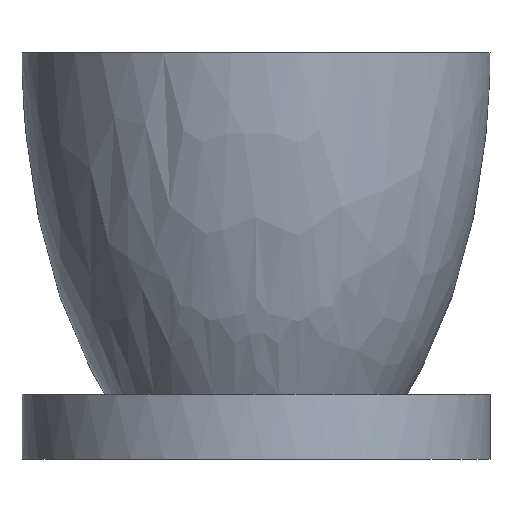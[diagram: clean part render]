
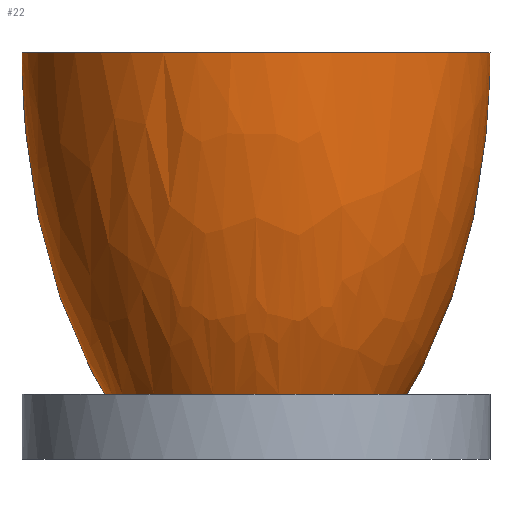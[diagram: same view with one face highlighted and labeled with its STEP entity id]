
A CAD part, front view. The second image highlights one B-rep face of the part: STEP entity #22.
In plain terms, the highlighted free-form (B-spline) face has degree [2, 2] with [9, 5] control points.
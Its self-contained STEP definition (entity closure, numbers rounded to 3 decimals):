
#22=ADVANCED_FACE('',(#74,#69),#707,.T.);
#69=FACE_BOUND('',#122,.T.);
#74=FACE_OUTER_BOUND('',#121,.T.);
#121=EDGE_LOOP('',(#173,#174));
#122=EDGE_LOOP('',(#175));
#173=ORIENTED_EDGE('',*,*,#384,.T.);
#174=ORIENTED_EDGE('',*,*,#383,.T.);
#175=ORIENTED_EDGE('',*,*,#391,.T.);
#383=EDGE_CURVE('',#593,#594,#577,.T.);
#384=EDGE_CURVE('',#594,#593,#578,.T.);
#391=EDGE_CURVE('',#595,#595,#488,.T.);
#488=B_SPLINE_CURVE_WITH_KNOTS('',3,(#1037,#1038,#1039,#1040,#1041,#1042,
#1043,#1044,#1045,#1046,#1047,#1048,#1049,#1050,#1051,#1052,#1053,#1054,
#1055,#1056,#1057,#1058,#1059,#1060,#1061,#1062,#1063,#1064,#1065,#1066,
#1067,#1068,#1069,#1070,#1071,#1072,#1073),.UNSPECIFIED.,.T.,.F.,(4,3,3,
3,3,3,3,3,3,3,3,3,4),(-23.604,-21.817,-19.53,
-17.243,-15.456,-13.629,-11.802,
-10.015,-7.728,-5.441,-3.654,
-1.827,0.),.UNSPECIFIED.);
#577=(
BOUNDED_CURVE()
B_SPLINE_CURVE(2,(#1003,#1004,#1005,#1006,#1007),.UNSPECIFIED.,.F.,.F.)
B_SPLINE_CURVE_WITH_KNOTS((3,2,3),(-1.571,0.,
1.571),.UNSPECIFIED.)
CURVE()
GEOMETRIC_REPRESENTATION_ITEM()
RATIONAL_B_SPLINE_CURVE((1.,0.707,1.,0.707,1.))
REPRESENTATION_ITEM('')
);
#578=(
BOUNDED_CURVE()
B_SPLINE_CURVE(2,(#1008,#1009,#1010,#1011,#1012),.UNSPECIFIED.,.F.,.F.)
B_SPLINE_CURVE_WITH_KNOTS((3,2,3),(0.,11.5,23.),.UNSPECIFIED.)
CURVE()
GEOMETRIC_REPRESENTATION_ITEM()
RATIONAL_B_SPLINE_CURVE((1.,0.707,1.,0.707,1.))
REPRESENTATION_ITEM('')
);
#593=VERTEX_POINT('',#990);
#594=VERTEX_POINT('',#991);
#595=VERTEX_POINT('',#992);
#707=(
BOUNDED_SURFACE()
B_SPLINE_SURFACE(2,2,((#893,#894,#895,#896,#897),(#898,#899,#900,#901,#902),
(#903,#904,#905,#906,#907),(#908,#909,#910,#911,#912),(#913,#914,#915,#916,
#917),(#918,#919,#920,#921,#922),(#923,#924,#925,#926,#927),(#928,#929,
#930,#931,#932),(#933,#934,#935,#936,#937)),.UNSPECIFIED.,.T.,.F.,.F.)
B_SPLINE_SURFACE_WITH_KNOTS((3,2,2,2,3),(3,2,3),(0.,1.571,3.142,
4.712,6.283),(-1.571,0.,1.571),
 .UNSPECIFIED.)
GEOMETRIC_REPRESENTATION_ITEM()
RATIONAL_B_SPLINE_SURFACE(((1.,0.707,1.,0.707,1.),
(0.707,0.5,0.707,0.5,0.707),(1.,0.707,
1.,0.707,1.),(0.707,0.5,0.707,0.5,0.707),
(1.,0.707,1.,0.707,1.),(0.707,0.5,0.707,
0.5,0.707),(1.,0.707,1.,0.707,1.),(0.707,
0.5,0.707,0.5,0.707),(1.,0.707,1.,0.707,
1.)))
REPRESENTATION_ITEM('')
SURFACE()
);
#893=CARTESIAN_POINT('',(-5.75,0.,10.));
#894=CARTESIAN_POINT('',(-5.75,5.75,10.));
#895=CARTESIAN_POINT('',(0.,5.75,10.));
#896=CARTESIAN_POINT('',(5.75,5.75,10.));
#897=CARTESIAN_POINT('',(5.75,0.,10.));
#898=CARTESIAN_POINT('',(-5.75,0.,10.));
#899=CARTESIAN_POINT('',(-5.75,5.75,21.));
#900=CARTESIAN_POINT('',(0.,5.75,21.));
#901=CARTESIAN_POINT('',(5.75,5.75,21.));
#902=CARTESIAN_POINT('',(5.75,0.,10.));
#903=CARTESIAN_POINT('',(-5.75,0.,10.));
#904=CARTESIAN_POINT('',(-5.75,0.,21.));
#905=CARTESIAN_POINT('',(0.,0.,21.));
#906=CARTESIAN_POINT('',(5.75,0.,21.));
#907=CARTESIAN_POINT('',(5.75,0.,10.));
#908=CARTESIAN_POINT('',(-5.75,0.,10.));
#909=CARTESIAN_POINT('',(-5.75,-5.75,21.));
#910=CARTESIAN_POINT('',(0.,-5.75,21.));
#911=CARTESIAN_POINT('',(5.75,-5.75,21.));
#912=CARTESIAN_POINT('',(5.75,0.,10.));
#913=CARTESIAN_POINT('',(-5.75,0.,10.));
#914=CARTESIAN_POINT('',(-5.75,-5.75,10.));
#915=CARTESIAN_POINT('',(0.,-5.75,10.));
#916=CARTESIAN_POINT('',(5.75,-5.75,10.));
#917=CARTESIAN_POINT('',(5.75,0.,10.));
#918=CARTESIAN_POINT('',(-5.75,0.,10.));
#919=CARTESIAN_POINT('',(-5.75,-5.75,-1.));
#920=CARTESIAN_POINT('',(0.,-5.75,-1.));
#921=CARTESIAN_POINT('',(5.75,-5.75,-1.));
#922=CARTESIAN_POINT('',(5.75,0.,10.));
#923=CARTESIAN_POINT('',(-5.75,0.,10.));
#924=CARTESIAN_POINT('',(-5.75,0.,-1.));
#925=CARTESIAN_POINT('',(0.,0.,-1.));
#926=CARTESIAN_POINT('',(5.75,0.,-1.));
#927=CARTESIAN_POINT('',(5.75,0.,10.));
#928=CARTESIAN_POINT('',(-5.75,0.,10.));
#929=CARTESIAN_POINT('',(-5.75,5.75,-1.));
#930=CARTESIAN_POINT('',(0.,5.75,-1.));
#931=CARTESIAN_POINT('',(5.75,5.75,-1.));
#932=CARTESIAN_POINT('',(5.75,0.,10.));
#933=CARTESIAN_POINT('',(-5.75,0.,10.));
#934=CARTESIAN_POINT('',(-5.75,5.75,10.));
#935=CARTESIAN_POINT('',(0.,5.75,10.));
#936=CARTESIAN_POINT('',(5.75,5.75,10.));
#937=CARTESIAN_POINT('',(5.75,0.,10.));
#990=CARTESIAN_POINT('',(-5.75,0.,10.));
#991=CARTESIAN_POINT('',(5.75,0.,10.));
#992=CARTESIAN_POINT('',(-3.28,-1.738,1.6));
#1003=CARTESIAN_POINT('',(-5.75,0.,10.));
#1004=CARTESIAN_POINT('',(-5.75,5.75,10.));
#1005=CARTESIAN_POINT('',(0.,5.75,10.));
#1006=CARTESIAN_POINT('',(5.75,5.75,10.));
#1007=CARTESIAN_POINT('',(5.75,0.,10.));
#1008=CARTESIAN_POINT('',(5.75,0.,10.));
#1009=CARTESIAN_POINT('',(5.75,-5.75,10.));
#1010=CARTESIAN_POINT('',(0.,-5.75,10.));
#1011=CARTESIAN_POINT('',(-5.75,-5.75,10.));
#1012=CARTESIAN_POINT('',(-5.75,0.,10.));
#1037=CARTESIAN_POINT('',(-3.28,-1.738,1.6));
#1038=CARTESIAN_POINT('',(-3.003,-2.262,1.6));
#1039=CARTESIAN_POINT('',(-2.604,-2.712,1.6));
#1040=CARTESIAN_POINT('',(-2.117,-3.05,1.6));
#1041=CARTESIAN_POINT('',(-1.495,-3.481,1.6));
#1042=CARTESIAN_POINT('',(-0.757,-3.712,1.6));
#1043=CARTESIAN_POINT('',(0.,-3.712,1.6));
#1044=CARTESIAN_POINT('',(0.757,-3.712,1.6));
#1045=CARTESIAN_POINT('',(1.495,-3.481,1.6));
#1046=CARTESIAN_POINT('',(2.117,-3.05,1.6));
#1047=CARTESIAN_POINT('',(2.604,-2.712,1.6));
#1048=CARTESIAN_POINT('',(3.003,-2.262,1.6));
#1049=CARTESIAN_POINT('',(3.28,-1.738,1.6));
#1050=CARTESIAN_POINT('',(3.564,-1.203,1.6));
#1051=CARTESIAN_POINT('',(3.712,-0.606,1.6));
#1052=CARTESIAN_POINT('',(3.712,0.,1.6));
#1053=CARTESIAN_POINT('',(3.712,0.606,1.6));
#1054=CARTESIAN_POINT('',(3.564,1.203,1.6));
#1055=CARTESIAN_POINT('',(3.28,1.738,1.6));
#1056=CARTESIAN_POINT('',(3.003,2.262,1.6));
#1057=CARTESIAN_POINT('',(2.604,2.712,1.6));
#1058=CARTESIAN_POINT('',(2.117,3.05,1.6));
#1059=CARTESIAN_POINT('',(1.495,3.481,1.6));
#1060=CARTESIAN_POINT('',(0.757,3.712,1.6));
#1061=CARTESIAN_POINT('',(0.,3.712,1.6));
#1062=CARTESIAN_POINT('',(-0.757,3.712,1.6));
#1063=CARTESIAN_POINT('',(-1.495,3.481,1.6));
#1064=CARTESIAN_POINT('',(-2.117,3.05,1.6));
#1065=CARTESIAN_POINT('',(-2.604,2.712,1.6));
#1066=CARTESIAN_POINT('',(-3.003,2.262,1.6));
#1067=CARTESIAN_POINT('',(-3.28,1.738,1.6));
#1068=CARTESIAN_POINT('',(-3.564,1.203,1.6));
#1069=CARTESIAN_POINT('',(-3.712,0.606,1.6));
#1070=CARTESIAN_POINT('',(-3.712,0.,1.6));
#1071=CARTESIAN_POINT('',(-3.712,-0.606,1.6));
#1072=CARTESIAN_POINT('',(-3.564,-1.203,1.6));
#1073=CARTESIAN_POINT('',(-3.28,-1.738,1.6));
